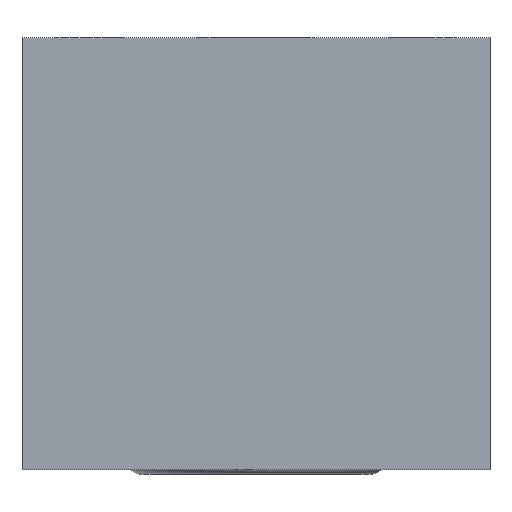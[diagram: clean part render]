
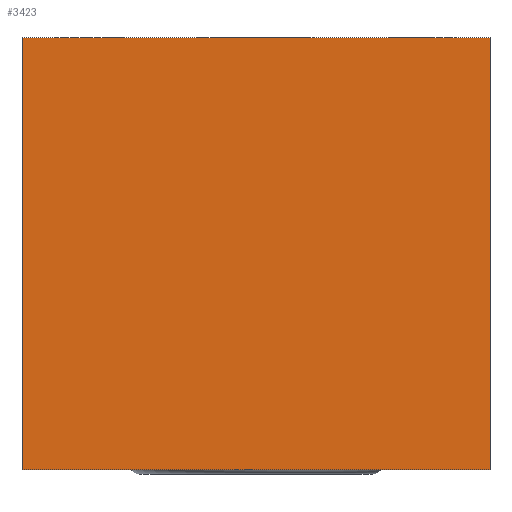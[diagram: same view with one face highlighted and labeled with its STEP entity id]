
A CAD part, front view. The second image highlights one B-rep face of the part: STEP entity #3423.
In plain terms, the highlighted planar face has unit normal (0, -1, 0).
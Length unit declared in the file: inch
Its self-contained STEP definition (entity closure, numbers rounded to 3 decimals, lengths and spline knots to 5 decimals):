
#2951=CARTESIAN_POINT('',(1.625,0.,0.0));
#2952=VERTEX_POINT('',#2951);
#2967=CARTESIAN_POINT('',(1.625,0.0,3.0));
#2968=VERTEX_POINT('',#2967);
#2975=CARTESIAN_POINT('',(1.625,0.,0.0));
#2976=DIRECTION('',(0.0,0.0,1.0));
#2977=VECTOR('',#2976,3.0);
#2978=LINE('',#2975,#2977);
#2979=EDGE_CURVE('',#2952,#2968,#2978,.T.);
#3337=CARTESIAN_POINT('',(-1.625,0.0,3.0));
#3338=VERTEX_POINT('',#3337);
#3353=CARTESIAN_POINT('',(-1.625,0.,0.0));
#3354=VERTEX_POINT('',#3353);
#3361=CARTESIAN_POINT('',(-1.625,0.,3.0));
#3362=DIRECTION('',(0.0,0.0,-1.0));
#3363=VECTOR('',#3362,3.0);
#3364=LINE('',#3361,#3363);
#3365=EDGE_CURVE('',#3338,#3354,#3364,.T.);
#3376=CARTESIAN_POINT('',(1.625,0.,0.0));
#3377=DIRECTION('',(-1.0,0.0,0.0));
#3378=VECTOR('',#3377,3.25);
#3379=LINE('',#3376,#3378);
#3380=EDGE_CURVE('',#2952,#3354,#3379,.T.);
#3407=CARTESIAN_POINT('',(0.0,0.,0.0));
#3408=DIRECTION('',(0.0,-1.0,0.0));
#3409=DIRECTION('',(0.0,0.0,-1.0));
#3410=AXIS2_PLACEMENT_3D('',#3407,#3408,#3409);
#3411=PLANE('',#3410);
#3412=ORIENTED_EDGE('',*,*,#2979,.T.);
#3413=CARTESIAN_POINT('',(1.625,0.0,3.0));
#3414=DIRECTION('',(-1.0,0.0,0.0));
#3415=VECTOR('',#3414,3.25);
#3416=LINE('',#3413,#3415);
#3417=EDGE_CURVE('',#2968,#3338,#3416,.T.);
#3418=ORIENTED_EDGE('',*,*,#3417,.T.);
#3419=ORIENTED_EDGE('',*,*,#3365,.T.);
#3420=ORIENTED_EDGE('',*,*,#3380,.F.);
#3421=EDGE_LOOP('',(#3412,#3418,#3419,#3420));
#3422=FACE_OUTER_BOUND('',#3421,.T.);
#3423=ADVANCED_FACE('',(#3422),#3411,.T.);
